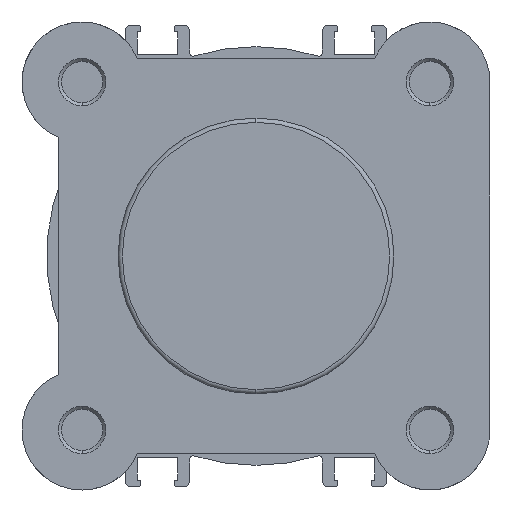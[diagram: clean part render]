
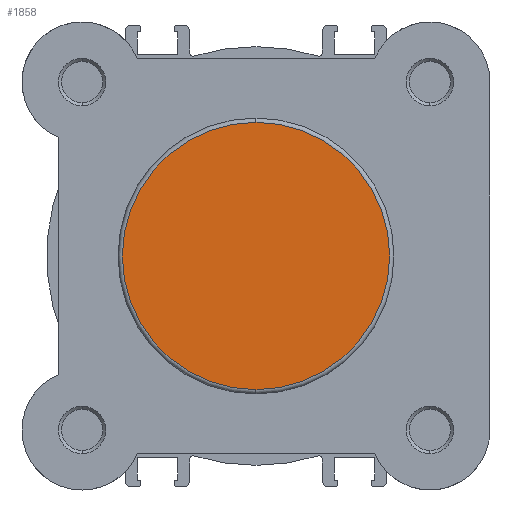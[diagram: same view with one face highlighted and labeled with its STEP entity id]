
A CAD part, left-side view. The second image highlights one B-rep face of the part: STEP entity #1858.
In plain terms, the highlighted planar face has unit normal (-1, 0, 0).
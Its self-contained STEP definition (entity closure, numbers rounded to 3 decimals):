
#637 = AXIS2_PLACEMENT_3D ( 'NONE', #5919, #5920, #5921 ) ;
#897 = AXIS2_PLACEMENT_3D ( 'NONE', #6872, #6874, #6875 ) ;
#906 = AXIS2_PLACEMENT_3D ( 'NONE', #6859, #6861, #6862 ) ;
#1131 = EDGE_CURVE ( 'NONE', #4316, #4315, #2436, .T. ) ;
#1858 = ADVANCED_FACE ( 'NONE', ( #4094 ), #6860, .F. ) ;
#1862 = EDGE_CURVE ( 'NONE', #4315, #4316, #4103, .T. ) ;
#2436 = CIRCLE ( 'NONE', #637, 21.7 ) ;
#3770 = EDGE_LOOP ( 'NONE', ( #4030, #4029 ) ) ;
#4029 = ORIENTED_EDGE ( 'NONE', *, *, #1862, .T. ) ;
#4030 = ORIENTED_EDGE ( 'NONE', *, *, #1131, .T. ) ;
#4094 = FACE_OUTER_BOUND ( 'NONE', #3770, .T. ) ;
#4103 = CIRCLE ( 'NONE', #897, 21.7 ) ;
#4315 = VERTEX_POINT ( 'NONE', #7006 ) ;
#4316 = VERTEX_POINT ( 'NONE', #7007 ) ;
#5919 = CARTESIAN_POINT ( 'NONE',  ( 0., 0., 0. ) ) ;
#5920 = DIRECTION ( 'NONE',  ( -1., 0., 0. ) ) ;
#5921 = DIRECTION ( 'NONE',  ( 0., 0., -1. ) ) ;
#6859 = CARTESIAN_POINT ( 'NONE',  ( 0., 22.4, 0. ) ) ;
#6860 = PLANE ( 'NONE',  #906 ) ;
#6861 = DIRECTION ( 'NONE',  ( 1., 0., 0. ) ) ;
#6862 = DIRECTION ( 'NONE',  ( 0., 0., -1. ) ) ;
#6872 = CARTESIAN_POINT ( 'NONE',  ( 0., 0., 0. ) ) ;
#6874 = DIRECTION ( 'NONE',  ( -1., 0., 0. ) ) ;
#6875 = DIRECTION ( 'NONE',  ( 0., 0., -1. ) ) ;
#7006 = CARTESIAN_POINT ( 'NONE',  ( 0., 0., 21.7 ) ) ;
#7007 = CARTESIAN_POINT ( 'NONE',  ( 0., 0., -21.7 ) ) ;
